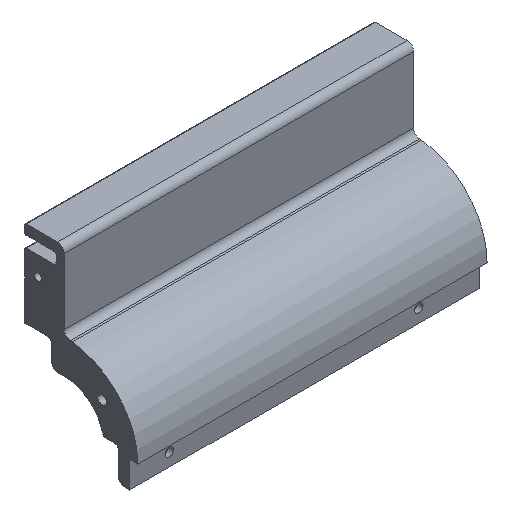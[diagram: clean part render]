
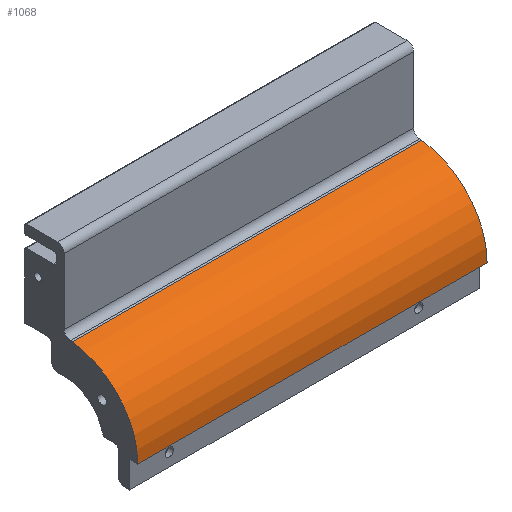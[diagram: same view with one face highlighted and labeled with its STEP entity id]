
A CAD part, isometric view. The second image highlights one B-rep face of the part: STEP entity #1068.
In plain terms, the highlighted cylindrical face has radius 28 mm (diameter 56 mm), a partial arc.
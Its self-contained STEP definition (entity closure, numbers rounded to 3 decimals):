
#91=FACE_OUTER_BOUND('',#155,.T.);
#155=EDGE_LOOP('',(#928,#929,#930,#931));
#251=LINE('',#1843,#345);
#252=LINE('',#1845,#346);
#345=VECTOR('',#1503,45.);
#346=VECTOR('',#1506,45.);
#373=CIRCLE('',#1114,28.);
#411=CIRCLE('',#1164,28.);
#453=VERTEX_POINT('',#1620);
#454=VERTEX_POINT('',#1622);
#508=VERTEX_POINT('',#1752);
#509=VERTEX_POINT('',#1754);
#559=EDGE_CURVE('',#453,#454,#373,.T.);
#624=EDGE_CURVE('',#508,#509,#411,.T.);
#670=EDGE_CURVE('',#453,#509,#251,.T.);
#671=EDGE_CURVE('',#454,#508,#252,.T.);
#928=ORIENTED_EDGE('',*,*,#671,.F.);
#929=ORIENTED_EDGE('',*,*,#559,.F.);
#930=ORIENTED_EDGE('',*,*,#670,.T.);
#931=ORIENTED_EDGE('',*,*,#624,.F.);
#1018=CYLINDRICAL_SURFACE('',#1200,28.);
#1068=ADVANCED_FACE('',(#91),#1018,.T.);
#1114=AXIS2_PLACEMENT_3D('',#1623,#1271,#1272);
#1164=AXIS2_PLACEMENT_3D('',#1755,#1398,#1399);
#1200=AXIS2_PLACEMENT_3D('',#1844,#1504,#1505);
#1271=DIRECTION('center_axis',(-1.,0.,0.));
#1272=DIRECTION('ref_axis',(0.,-1.,0.));
#1398=DIRECTION('center_axis',(1.,0.,0.));
#1399=DIRECTION('ref_axis',(0.,-1.,0.));
#1503=DIRECTION('',(1.,0.,0.));
#1504=DIRECTION('center_axis',(-1.,0.,0.));
#1505=DIRECTION('ref_axis',(0.,-1.,0.));
#1506=DIRECTION('',(1.,0.,0.));
#1620=CARTESIAN_POINT('',(-292.25,-235.25,362.));
#1622=CARTESIAN_POINT('',(-292.25,-210.25,389.839));
#1623=CARTESIAN_POINT('Origin',(-292.25,-207.25,362.));
#1752=CARTESIAN_POINT('',(-159.25,-210.25,389.839));
#1754=CARTESIAN_POINT('',(-159.25,-235.25,362.));
#1755=CARTESIAN_POINT('Origin',(-159.25,-207.25,362.));
#1843=CARTESIAN_POINT('',(-77.25,-235.25,362.));
#1844=CARTESIAN_POINT('Origin',(-292.25,-207.25,362.));
#1845=CARTESIAN_POINT('',(-77.25,-210.25,389.839));
